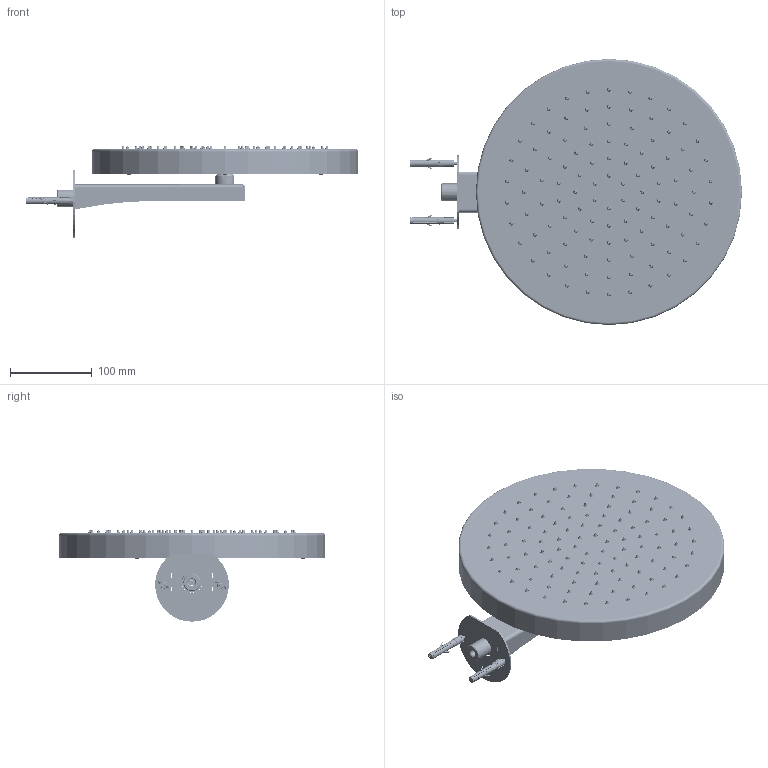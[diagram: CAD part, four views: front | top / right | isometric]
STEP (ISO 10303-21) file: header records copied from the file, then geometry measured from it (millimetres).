
FILE_DESCRIPTION(('STEP AP214'),'1');
FILE_NAME('Art.39800.stp','2023-05-02T06:37:08',(' '),(' '),'Spatial InterOp 3D',' ',' ');
FILE_SCHEMA(('AUTOMOTIVE_DESIGN { 1 0 10303 214 1 1 1 1 }'));
Length unit declared in the file: millimetre
Products named in the file (177): S.00191; ASSEM1; 24905PE; 24905; Art.8275; S.00340; 22012PE; 22012; GSSf; T.00212; T.00211; S.00114; 24906; S.00106; S.00110; 24904; P.00125; T.RA140; 24263; C_13436; Art.39800; 24909; 24908; T.RA075; 24907; Art.25510; S.01020; S.01033; S.01035; S.01032; S.00184; T.RA200
Assembly tree (297 placements, depth 5):
  Art.39800
    Art.8275
      24905PE  x3
        S.00191
          ASSEM1
          S.00191
        24905
      22012PE
        S.00340  x3
          ASSEM1
          (unnamed)
          (unnamed)
          (unnamed)
          (unnamed)
          (unnamed)
          (unnamed)
          (unnamed)
          (unnamed)
          S.00340
        22012
      GSSf
        T.00212
        T.00211
      S.00114  x3
        ASSEM1
        S.00114
      24906
      S.00106  x6
        ASSEM1
        S.00106
      S.00110  x3
      24904
        ASSEM1
        (unnamed)
        (unnamed)
        (unnamed)
        (unnamed)
        (unnamed)
        (unnamed)
        (unnamed)
        (unnamed)
        (unnamed)
        (unnamed)
        (unnamed)
        (unnamed)
        (unnamed)
        (unnamed)
        (unnamed)
        (unnamed)
        (unnamed)
        (unnamed)
        (unnamed)
        (unnamed)
        (unnamed)
        (unnamed)
        (unnamed)
        (unnamed)
        (unnamed)
        (unnamed)
        (unnamed)
Bounding box: 405.3 x 325 x 111.6 mm (x, y, z)
Volume: 487092.4 mm3; surface area: 775173.9 mm2
Topology: 148 solids, 148 shells, 5748 faces, 12893 edges, 7734 vertices
Faces by surface type: torus 2443, cylinder 1714, plane 1008, cone 275, bspline 223, sphere 85
Full cylindrical faces by diameter (mm): 0.4 x3, 2.5 x3, 3 x3, 3.1 x108, 3.3 x3, 3.4 x3, 4 x10, 4.2 x10, 4.6 x6, 4.9 x3, 5 x108, 5.7 x3, 6 x3, 7 x1, 8 x7, 8.5 x2, 8.566 x3, 8.8 x6, 14 x1, 15 x2, 16 x1, 16.5 x1, 18.631 x1, 18.955 x1, 20.935 x1, 20.955 x2, 23.2 x1, 23.8 x1, 24 x1, 25 x1
Entity records: 45929 total; most frequent: CARTESIAN_POINT 5967, DIRECTION 5259, ORIENTED_EDGE 3336, AXIS2_PLACEMENT_3D 2325, EDGE_LOOP 1689, EDGE_CURVE 1668, VERTEX_POINT 1244, CIRCLE 1165
